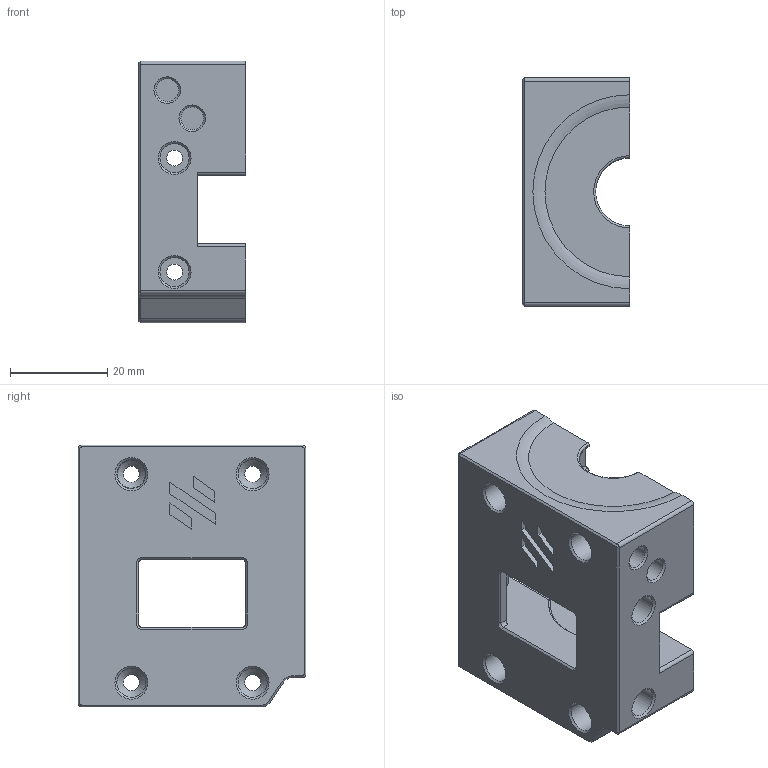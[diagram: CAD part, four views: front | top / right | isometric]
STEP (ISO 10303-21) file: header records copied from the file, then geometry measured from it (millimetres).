
FILE_DESCRIPTION(/* description */ (''),/* implementation_level */ '2;1');
FILE_NAME(/* name */ 'z_gearbox_outer_half_x2_0.4mm.step',/* time_stamp */ '2025-12-17T00:04:29-05:00',/* author */ (''),/* organization */ (''),/* preprocessor_version */ 'ST-DEVELOPER v20.1',/* originating_system */ 'Autodesk Translation Framework v14.21.0.0',/* authorisation */ '');
FILE_SCHEMA (('AUTOMOTIVE_DESIGN { 1 0 10303 214 3 1 1 }'));
Length unit declared in the file: millimetre
Products named in the file (1): z_gearbox_outer_half_x2
Bounding box: 22.2 x 47 x 54 mm (x, y, z)
Volume: 32005.7 mm3; surface area: 12424.5 mm2
Topology: 1 solids, 1 shells, 137 faces, 347 edges, 218 vertices
Faces by surface type: plane 55, cylinder 40, cone 26, torus 16
Full cylindrical faces by diameter (mm): 3.3 x6, 4.7 x2, 6 x6
Entity records: 4247 total; most frequent: CARTESIAN_POINT 770, DIRECTION 761, ORIENTED_EDGE 694, EDGE_CURVE 347, AXIS2_PLACEMENT_3D 283, VERTEX_POINT 218, LINE 195, VECTOR 195
